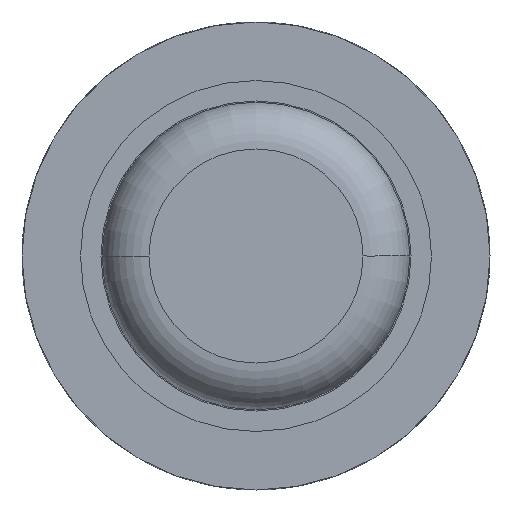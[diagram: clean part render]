
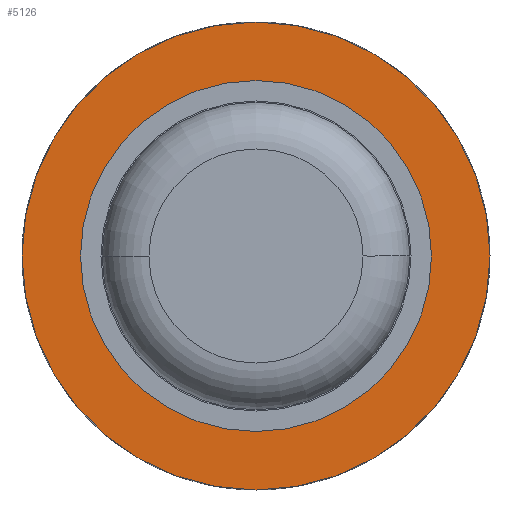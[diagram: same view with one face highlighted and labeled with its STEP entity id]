
A CAD part, front view. The second image highlights one B-rep face of the part: STEP entity #5126.
In plain terms, the highlighted planar face has unit normal (0, -1, 0).
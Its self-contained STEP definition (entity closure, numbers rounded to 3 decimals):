
#390 = PLANE ( 'NONE',  #2509 ) ;
#470 = CIRCLE ( 'NONE', #4634, 2. ) ;
#482 = DIRECTION ( 'NONE',  ( 0., 1., 0. ) ) ;
#728 = DIRECTION ( 'NONE',  ( 0., 1., 0. ) ) ;
#760 = FACE_BOUND ( 'NONE', #5212, .T. ) ;
#890 = AXIS2_PLACEMENT_3D ( 'NONE', #2617, #728, #6165 ) ;
#909 = CIRCLE ( 'NONE', #2311, 2. ) ;
#1167 = CARTESIAN_POINT ( 'NONE',  ( 0., 27.3, 0.9 ) ) ;
#1277 = VERTEX_POINT ( 'NONE', #3671 ) ;
#1354 = EDGE_CURVE ( 'Defeature ausgef�hrt1_31+Defeature ausgef�hrt1_30+Defeature ausgef�hrt1_30+Defeature ausgef�hrt1_30', #6327, #1277, #470, .T. ) ;
#1496 = ORIENTED_EDGE ( 'NONE', *, *, #6280, .T. ) ;
#1926 = CARTESIAN_POINT ( 'NONE',  ( 0., 27.3, 0. ) ) ;
#2013 = AXIS2_PLACEMENT_3D ( 'NONE', #5512, #482, #2448 ) ;
#2038 = ORIENTED_EDGE ( 'NONE', *, *, #5569, .F. ) ;
#2135 = VERTEX_POINT ( 'NONE', #1167 ) ;
#2311 = AXIS2_PLACEMENT_3D ( 'NONE', #4306, #5369, #4834 ) ;
#2448 = DIRECTION ( 'NONE',  ( 0., 0., 1. ) ) ;
#2509 = AXIS2_PLACEMENT_3D ( 'NONE', #5404, #5316, #3842 ) ;
#2617 = CARTESIAN_POINT ( 'NONE',  ( 0., 27.3, 0. ) ) ;
#2681 = CARTESIAN_POINT ( 'NONE',  ( 0., 27.3, -0.9 ) ) ;
#2948 = DIRECTION ( 'NONE',  ( 0., 1., 0. ) ) ;
#3671 = CARTESIAN_POINT ( 'NONE',  ( 0., 27.3, -2. ) ) ;
#3803 = EDGE_LOOP ( 'NONE', ( #5453, #2038 ) ) ;
#3832 = CIRCLE ( 'NONE', #890, 0.9 ) ;
#3842 = DIRECTION ( 'NONE',  ( 0., 0., 1. ) ) ;
#4011 = CARTESIAN_POINT ( 'NONE',  ( 0., 27.3, 2. ) ) ;
#4306 = CARTESIAN_POINT ( 'NONE',  ( 0., 27.3, 0. ) ) ;
#4366 = CIRCLE ( 'NONE', #2013, 0.9 ) ;
#4585 = VERTEX_POINT ( 'NONE', #2681 ) ;
#4634 = AXIS2_PLACEMENT_3D ( 'NONE', #1926, #2948, #5354 ) ;
#4834 = DIRECTION ( 'NONE',  ( 0., 0., 1. ) ) ;
#4879 = ORIENTED_EDGE ( 'NONE', *, *, #6015, .T. ) ;
#5126 = ADVANCED_FACE ( 'Defeature ausgef�hrt1_30', ( #5437, #760 ), #390, .F. ) ;
#5212 = EDGE_LOOP ( 'NONE', ( #1496, #4879 ) ) ;
#5316 = DIRECTION ( 'NONE',  ( 0., 1., 0. ) ) ;
#5354 = DIRECTION ( 'NONE',  ( 0., 0., 1. ) ) ;
#5369 = DIRECTION ( 'NONE',  ( 0., 1., 0. ) ) ;
#5404 = CARTESIAN_POINT ( 'NONE',  ( 0.9, 27.3, 0. ) ) ;
#5437 = FACE_OUTER_BOUND ( 'NONE', #3803, .T. ) ;
#5453 = ORIENTED_EDGE ( 'NONE', *, *, #1354, .F. ) ;
#5512 = CARTESIAN_POINT ( 'NONE',  ( 0., 27.3, 0. ) ) ;
#5569 = EDGE_CURVE ( 'Defeature ausgef�hrt1_31+Defeature ausgef�hrt1_30+Defeature ausgef�hrt1_30+Defeature ausgef�hrt1_30', #1277, #6327, #909, .T. ) ;
#6015 = EDGE_CURVE ( 'Defeature ausgef�hrt1_30+Defeature ausgef�hrt1_9+Defeature ausgef�hrt1_9+Defeature ausgef�hrt1_9', #4585, #2135, #3832, .T. ) ;
#6165 = DIRECTION ( 'NONE',  ( 0., 0., 1. ) ) ;
#6280 = EDGE_CURVE ( 'Defeature ausgef�hrt1_30+Defeature ausgef�hrt1_9+Defeature ausgef�hrt1_9+Defeature ausgef�hrt1_9', #2135, #4585, #4366, .T. ) ;
#6327 = VERTEX_POINT ( 'NONE', #4011 ) ;
